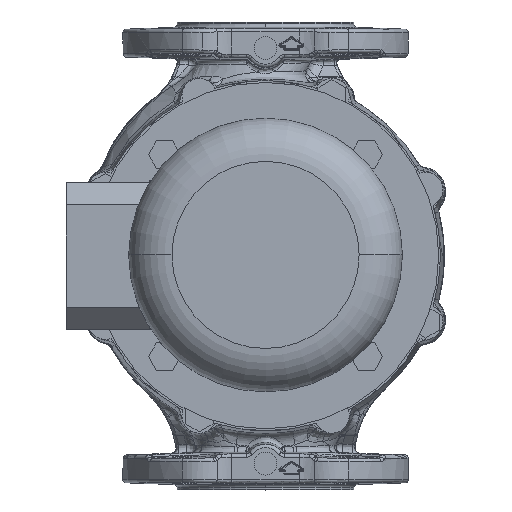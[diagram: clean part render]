
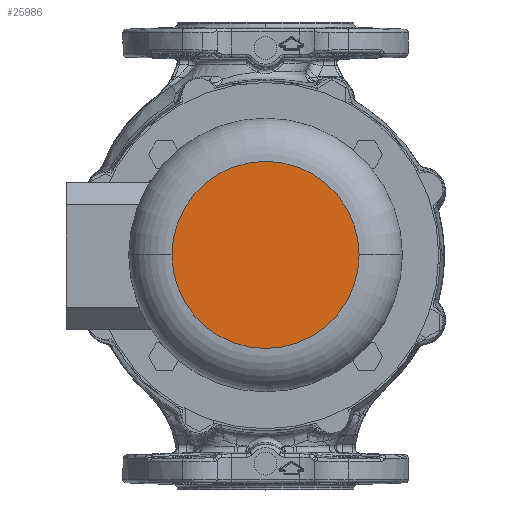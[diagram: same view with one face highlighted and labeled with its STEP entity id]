
A CAD part, top view. The second image highlights one B-rep face of the part: STEP entity #25986.
In plain terms, the highlighted planar face has unit normal (0, 0, 1).
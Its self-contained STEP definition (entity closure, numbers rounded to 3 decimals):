
#493 = EDGE_CURVE ( 'NONE', #7531, #7509, #28117, .T. ) ;
#4466 = CARTESIAN_POINT ( 'NONE',  ( 54., 0., 344.5 ) ) ;
#4592 = CARTESIAN_POINT ( 'NONE',  ( -54., 0., 344.5 ) ) ;
#7509 = VERTEX_POINT ( 'NONE', #4592 ) ;
#7531 = VERTEX_POINT ( 'NONE', #4466 ) ;
#12072 = EDGE_CURVE ( 'NONE', #7509, #7531, #45880, .T. ) ;
#24280 = CARTESIAN_POINT ( 'NONE',  ( 0., 0., 344.5 ) ) ;
#24281 = DIRECTION ( 'NONE',  ( 0., 0., 1. ) ) ;
#24282 = DIRECTION ( 'NONE',  ( -1., 0., 0. ) ) ;
#25986 = ADVANCED_FACE ( 'NONE', ( #64535 ), #64536, .T. ) ;
#27066 = AXIS2_PLACEMENT_3D ( 'NONE', #43261, #43260, #43259 ) ;
#28117 = CIRCLE ( 'NONE', #27066, 54. ) ;
#43259 = DIRECTION ( 'NONE',  ( -1., 0., 0. ) ) ;
#43260 = DIRECTION ( 'NONE',  ( 0., 0., 1. ) ) ;
#43261 = CARTESIAN_POINT ( 'NONE',  ( 0., 0., 344.5 ) ) ;
#45452 = AXIS2_PLACEMENT_3D ( 'NONE', #64532, #64539, #64540 ) ;
#45867 = AXIS2_PLACEMENT_3D ( 'NONE', #24280, #24281, #24282 ) ;
#45880 = CIRCLE ( 'NONE', #45867, 54. ) ;
#49628 = EDGE_LOOP ( 'NONE', ( #59049, #59050 ) ) ;
#59049 = ORIENTED_EDGE ( 'NONE', *, *, #12072, .T. ) ;
#59050 = ORIENTED_EDGE ( 'NONE', *, *, #493, .T. ) ;
#64532 = CARTESIAN_POINT ( 'NONE',  ( -54., 0., 344.5 ) ) ;
#64535 = FACE_OUTER_BOUND ( 'NONE', #49628, .T. ) ;
#64536 = PLANE ( 'NONE',  #45452 ) ;
#64539 = DIRECTION ( 'NONE',  ( 0., 0., 1. ) ) ;
#64540 = DIRECTION ( 'NONE',  ( -1., 0., 0. ) ) ;
